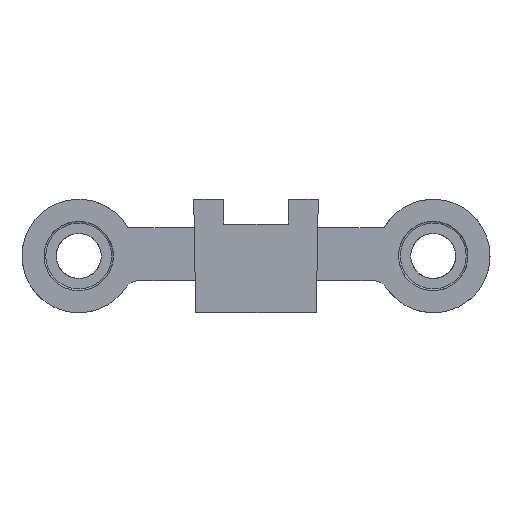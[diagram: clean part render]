
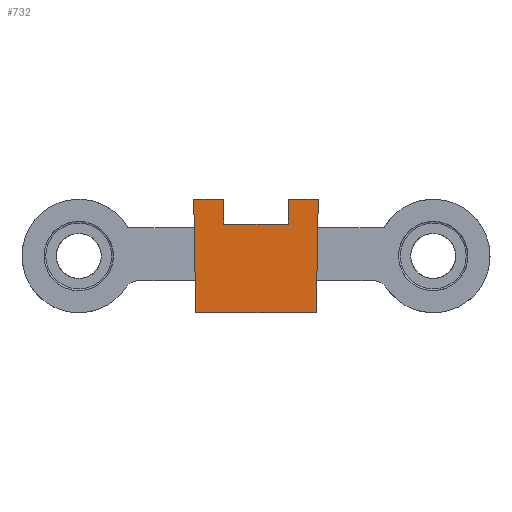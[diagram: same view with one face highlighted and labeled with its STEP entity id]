
A CAD part, left-side view. The second image highlights one B-rep face of the part: STEP entity #732.
In plain terms, the highlighted planar face has unit normal (-1, 0, -0.018).
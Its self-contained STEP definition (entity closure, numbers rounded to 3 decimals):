
#732 = ADVANCED_FACE( '', ( #1866 ), #1867, .T. );
#1866 = FACE_OUTER_BOUND( '', #3499, .T. );
#1867 = PLANE( '', #3500 );
#3499 = EDGE_LOOP( '', ( #5769, #5770, #5771, #5772, #5773, #5774, #5775, #5776 ) );
#3500 = AXIS2_PLACEMENT_3D( '', #5777, #5778, #5779 );
#5769 = ORIENTED_EDGE( '', *, *, #9632, .T. );
#5770 = ORIENTED_EDGE( '', *, *, #9594, .T. );
#5771 = ORIENTED_EDGE( '', *, *, #9633, .T. );
#5772 = ORIENTED_EDGE( '', *, *, #9634, .T. );
#5773 = ORIENTED_EDGE( '', *, *, #9570, .T. );
#5774 = ORIENTED_EDGE( '', *, *, #9635, .F. );
#5775 = ORIENTED_EDGE( '', *, *, #9636, .T. );
#5776 = ORIENTED_EDGE( '', *, *, #9385, .T. );
#5777 = CARTESIAN_POINT( '', ( -100., 0., 8. ) );
#5778 = DIRECTION( '', ( -1., 0., -0.017 ) );
#5779 = DIRECTION( '', ( 0., 1., 0. ) );
#9385 = EDGE_CURVE( 'NONE', #11368, #11366, #11369, .F. );
#9570 = EDGE_CURVE( '', #11662, #11660, #11663, .F. );
#9594 = EDGE_CURVE( '', #11694, #11696, #11698, .T. );
#9632 = EDGE_CURVE( 'NONE', #11366, #11694, #11758, .F. );
#9633 = EDGE_CURVE( '', #11696, #11759, #11760, .T. );
#9634 = EDGE_CURVE( '', #11759, #11662, #11761, .T. );
#9635 = EDGE_CURVE( 'NONE', #11762, #11660, #11763, .F. );
#9636 = EDGE_CURVE( 'NONE', #11762, #11368, #11764, .F. );
#11366 = VERTEX_POINT( 'NONE', #14142 );
#11368 = VERTEX_POINT( 'NONE', #14145 );
#11369 = LINE( '', #14146, #14147 );
#11660 = VERTEX_POINT( 'NONE', #14592 );
#11662 = VERTEX_POINT( '', #14595 );
#11663 = LINE( '', #14596, #14597 );
#11694 = VERTEX_POINT( '', #14638 );
#11696 = VERTEX_POINT( '', #14641 );
#11698 = LINE( '', #14644, #14645 );
#11758 = LINE( '', #14719, #14720 );
#11759 = VERTEX_POINT( '', #14721 );
#11760 = LINE( '', #14722, #14723 );
#11761 = LINE( '', #14724, #14725 );
#11762 = VERTEX_POINT( 'NONE', #14726 );
#11763 = LINE( '', #14727, #14728 );
#11764 = LINE( '', #14729, #14730 );
#14142 = CARTESIAN_POINT( '', ( -100., -8.78, 8. ) );
#14145 = CARTESIAN_POINT( '', ( -99.721, -8.501, -8. ) );
#14146 = CARTESIAN_POINT( '', ( -99.997, -8.777, 7.847 ) );
#14147 = VECTOR( '', #17126, 1000. );
#14592 = CARTESIAN_POINT( '', ( -100., 8.78, 8. ) );
#14595 = CARTESIAN_POINT( '', ( -100., 4.58, 8. ) );
#14596 = CARTESIAN_POINT( '', ( -100., 0., 8. ) );
#14597 = VECTOR( '', #17360, 1000. );
#14638 = CARTESIAN_POINT( '', ( -100., -4.58, 8. ) );
#14641 = CARTESIAN_POINT( '', ( -99.939, -4.58, 4.5 ) );
#14644 = CARTESIAN_POINT( '', ( -100., -4.58, 8. ) );
#14645 = VECTOR( '', #17388, 1000. );
#14719 = CARTESIAN_POINT( '', ( -100., 0., 8. ) );
#14720 = VECTOR( '', #17445, 1000. );
#14721 = CARTESIAN_POINT( '', ( -99.939, 4.58, 4.5 ) );
#14722 = CARTESIAN_POINT( '', ( -99.939, 0., 4.5 ) );
#14723 = VECTOR( '', #17446, 1000. );
#14724 = CARTESIAN_POINT( '', ( -100., 4.58, 8. ) );
#14725 = VECTOR( '', #17447, 1000. );
#14726 = CARTESIAN_POINT( '', ( -99.721, 8.501, -8. ) );
#14727 = CARTESIAN_POINT( '', ( -99.939, 8.719, 4.515 ) );
#14728 = VECTOR( '', #17448, 1000. );
#14729 = CARTESIAN_POINT( '', ( -99.721, 0., -8. ) );
#14730 = VECTOR( '', #17449, 1000. );
#17126 = DIRECTION( '', ( 0.017, 0.017, -1. ) );
#17360 = DIRECTION( '', ( 0., -1., 0. ) );
#17388 = DIRECTION( '', ( 0.017, 0., -1. ) );
#17445 = DIRECTION( '', ( 0., -1., 0. ) );
#17446 = DIRECTION( '', ( 0., 1., 0. ) );
#17447 = DIRECTION( '', ( -0.017, 0., 1. ) );
#17448 = DIRECTION( '', ( 0.017, -0.017, -1. ) );
#17449 = DIRECTION( '', ( 0., 1., 0. ) );
